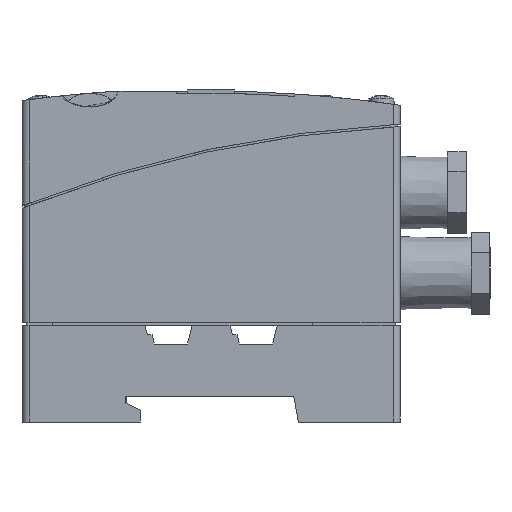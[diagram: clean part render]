
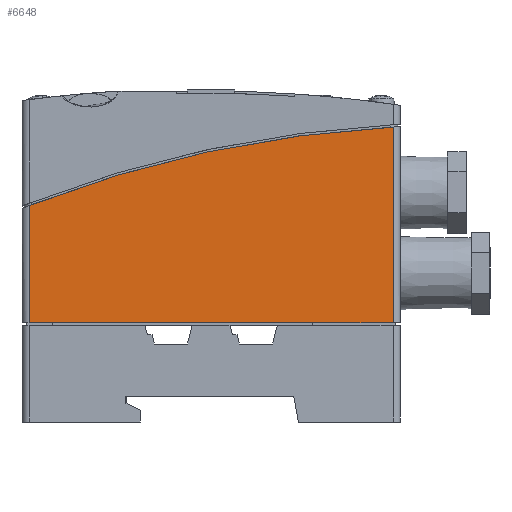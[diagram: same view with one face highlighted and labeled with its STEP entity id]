
A CAD part, left-side view. The second image highlights one B-rep face of the part: STEP entity #6648.
In plain terms, the highlighted face is planar.
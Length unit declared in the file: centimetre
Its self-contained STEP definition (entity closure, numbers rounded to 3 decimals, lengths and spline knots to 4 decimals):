
#530=CIRCLE('',#7062,25.);
#793=VERTEX_POINT('',#9923);
#794=VERTEX_POINT('',#9925);
#801=VERTEX_POINT('',#10048);
#802=VERTEX_POINT('',#10052);
#1441=VECTOR('',#7805,1.);
#1442=VECTOR('',#7807,1.);
#1443=VECTOR('',#7808,1.);
#2124=LINE('',#10049,#1441);
#2125=LINE('',#10051,#1442);
#2126=LINE('',#10053,#1443);
#2825=EDGE_CURVE('',#794,#793,#530,.T.);
#2838=EDGE_CURVE('',#794,#801,#2124,.T.);
#2839=EDGE_CURVE('',#802,#793,#2125,.T.);
#2840=EDGE_CURVE('',#802,#801,#2126,.T.);
#3829=ORIENTED_EDGE('',*,*,#2838,.F.);
#3830=ORIENTED_EDGE('',*,*,#2825,.T.);
#3831=ORIENTED_EDGE('',*,*,#2839,.F.);
#3832=ORIENTED_EDGE('',*,*,#2840,.T.);
#5655=EDGE_LOOP('',(#3829,#3830,#3831,#3832));
#6157=FACE_BOUND('',#5655,.T.);
#6648=ADVANCED_FACE('',(#6157),#12221,.F.);
#7062=AXIS2_PLACEMENT_3D('',#9924,#7786,#7787);
#7068=AXIS2_PLACEMENT_3D('',#10050,#7806,$);
#7786=DIRECTION('',(0.,0.,-1.));
#7787=DIRECTION('',(-25.,0.,0.));
#7805=DIRECTION('',(0.,-1.,0.));
#7806=DIRECTION('',(0.,0.,1.));
#7807=DIRECTION('',(0.,1.,0.));
#7808=DIRECTION('',(-1.,0.,0.));
#9923=CARTESIAN_POINT('',(3.85,0.2037,0.));
#9924=CARTESIAN_POINT('',(-5.2064,-23.0982,0.));
#9925=CARTESIAN_POINT('',(-3.85,1.8649,0.));
#10048=CARTESIAN_POINT('',(-3.85,-2.275,0.));
#10049=CARTESIAN_POINT('',(-3.85,0.0411,0.));
#10050=CARTESIAN_POINT('',(0.0154,0.0822,0.));
#10051=CARTESIAN_POINT('',(3.85,0.0661,0.));
#10052=CARTESIAN_POINT('',(3.85,-2.275,0.));
#10053=CARTESIAN_POINT('',(0.0077,-2.275,0.));
#12221=PLANE('',#7068);
